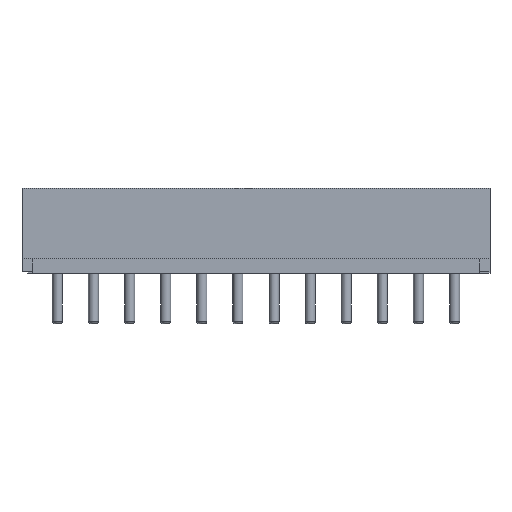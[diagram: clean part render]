
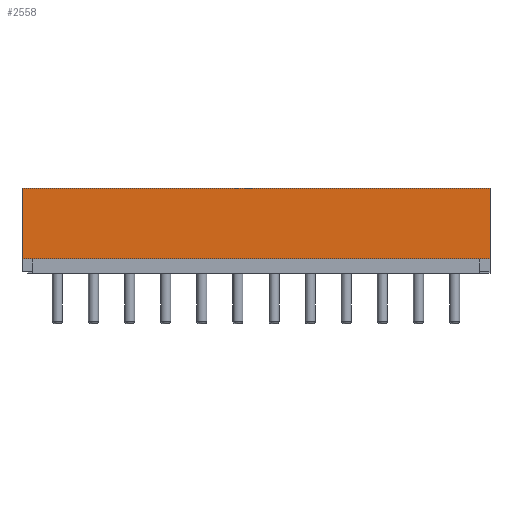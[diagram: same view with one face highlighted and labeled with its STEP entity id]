
A CAD part, top view. The second image highlights one B-rep face of the part: STEP entity #2558.
In plain terms, the highlighted planar face has unit normal (0, 0, 1).
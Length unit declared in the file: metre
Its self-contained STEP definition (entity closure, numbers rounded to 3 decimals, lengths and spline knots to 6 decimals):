
#348=FACE_OUTER_BOUND('',#519,.T.);
#519=EDGE_LOOP('',(#2088,#2089,#2090,#2091));
#669=LINE('',#3937,#920);
#701=LINE('',#4070,#952);
#727=LINE('',#4345,#978);
#793=LINE('',#4722,#1044);
#920=VECTOR('',#3017,1.);
#952=VECTOR('',#3087,1.);
#978=VECTOR('',#3187,1.);
#1044=VECTOR('',#3353,1.);
#1177=VERTEX_POINT('',#3933);
#1179=VERTEX_POINT('',#3936);
#1207=VERTEX_POINT('',#4069);
#1239=VERTEX_POINT('',#4343);
#1405=EDGE_CURVE('',#1179,#1177,#669,.T.);
#1445=EDGE_CURVE('',#1207,#1179,#701,.T.);
#1494=EDGE_CURVE('',#1239,#1177,#727,.T.);
#1590=EDGE_CURVE('',#1207,#1239,#793,.T.);
#2088=ORIENTED_EDGE('',*,*,#1405,.T.);
#2089=ORIENTED_EDGE('',*,*,#1494,.F.);
#2090=ORIENTED_EDGE('',*,*,#1590,.F.);
#2091=ORIENTED_EDGE('',*,*,#1445,.T.);
#2414=PLANE('',#2794);
#2558=ADVANCED_FACE('',(#348),#2414,.T.);
#2794=AXIS2_PLACEMENT_3D('',#4810,#3393,#3394);
#3017=DIRECTION('',(0.,1.,0.));
#3087=DIRECTION('',(1.,0.,0.));
#3187=DIRECTION('',(1.,0.,0.));
#3353=DIRECTION('',(0.,1.,0.));
#3393=DIRECTION('center_axis',(0.,0.,1.));
#3394=DIRECTION('ref_axis',(1.,0.,0.));
#3933=CARTESIAN_POINT('',(0.0162,0.00295,0.00247));
#3936=CARTESIAN_POINT('',(0.0162,-0.00195,0.00247));
#3937=CARTESIAN_POINT('',(0.0162,-0.00195,0.00247));
#4069=CARTESIAN_POINT('',(-0.0162,-0.00195,0.00247));
#4070=CARTESIAN_POINT('',(-0.0162,-0.00195,0.00247));
#4343=CARTESIAN_POINT('',(-0.0162,0.00295,0.00247));
#4345=CARTESIAN_POINT('',(-0.0162,0.00295,0.00247));
#4722=CARTESIAN_POINT('',(-0.0162,-0.00195,0.00247));
#4810=CARTESIAN_POINT('Origin',(-0.0162,-0.00295,0.00247));
